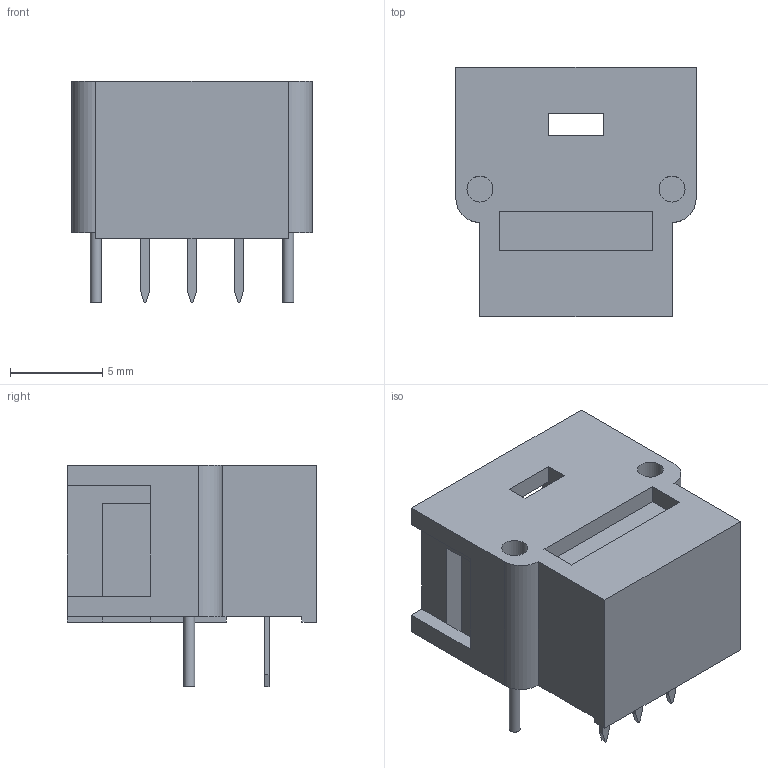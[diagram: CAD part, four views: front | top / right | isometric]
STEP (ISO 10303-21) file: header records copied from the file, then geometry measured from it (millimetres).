
FILE_DESCRIPTION(('FreeCAD Model'),'2;1');
FILE_NAME( 'TOTX1350.step', '2020-05-13T09:52:21',('Author'),(''), 'Open CASCADE STEP processor 6.8','FreeCAD','Unknown');
FILE_SCHEMA(('AUTOMOTIVE_DESIGN { 1 0 10303 214 1 1 1 1 }'));
Length unit declared in the file: millimetre
Products named in the file (2): Chamfer004; Fusion
Bounding box: 13 x 13.5 x 12 mm (x, y, z)
Volume: 965.4 mm3; surface area: 1175.6 mm2
Topology: 6 solids, 6 shells, 151 faces, 376 edges, 239 vertices
Faces by surface type: plane 139, cylinder 9, cone 3
Full cylindrical faces by diameter (mm): 0.6 x2, 1.4 x2, 2.5 x1
Entity records: 4459 total; most frequent: CARTESIAN_POINT 767, ORIENTED_EDGE 752, DIRECTION 705, EDGE_CURVE 376, LINE 351, VECTOR 351, VERTEX_POINT 239, AXIS2_PLACEMENT_3D 177
